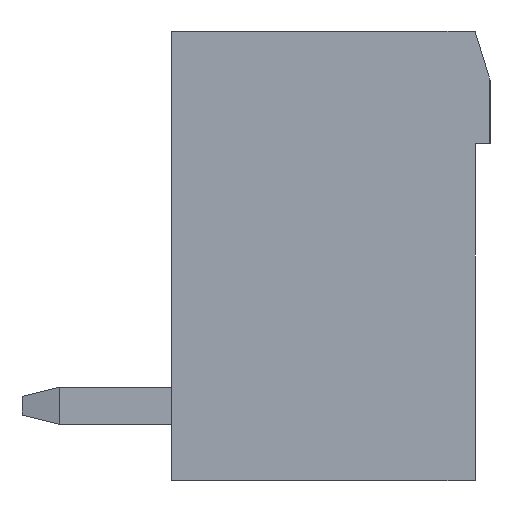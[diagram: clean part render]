
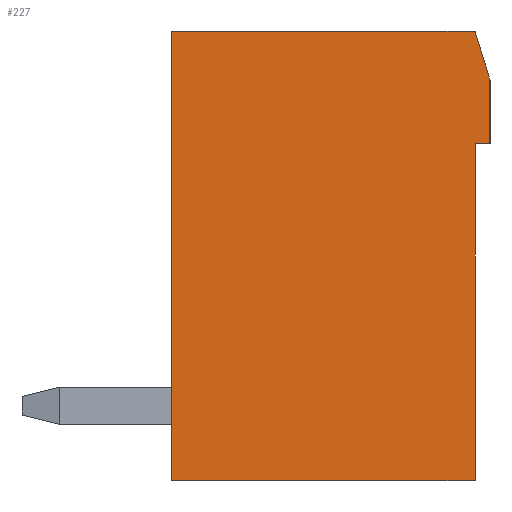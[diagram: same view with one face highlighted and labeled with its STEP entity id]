
A CAD part, left-side view. The second image highlights one B-rep face of the part: STEP entity #227.
In plain terms, the highlighted planar face has unit normal (-1, 0, 0).
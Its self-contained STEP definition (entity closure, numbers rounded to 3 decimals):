
#227 = ADVANCED_FACE( '', ( #497 ), #498, .T. );
#497 = FACE_OUTER_BOUND( '', #819, .T. );
#498 = PLANE( '', #820 );
#819 = EDGE_LOOP( '', ( #1320, #1321, #1322, #1323, #1324, #1325, #1326 ) );
#820 = AXIS2_PLACEMENT_3D( '', #1327, #1328, #1329 );
#1320 = ORIENTED_EDGE( '', *, *, #2156, .T. );
#1321 = ORIENTED_EDGE( '', *, *, #2159, .T. );
#1322 = ORIENTED_EDGE( '', *, *, #1996, .T. );
#1323 = ORIENTED_EDGE( '', *, *, #2160, .T. );
#1324 = ORIENTED_EDGE( '', *, *, #2161, .T. );
#1325 = ORIENTED_EDGE( '', *, *, #2162, .T. );
#1326 = ORIENTED_EDGE( '', *, *, #2163, .T. );
#1327 = CARTESIAN_POINT( '', ( -7.62, 0., 0. ) );
#1328 = DIRECTION( '', ( -1., 0., 0. ) );
#1329 = DIRECTION( '', ( 0., 0., 1. ) );
#1996 = EDGE_CURVE( '', #2374, #2375, #2376, .T. );
#2156 = EDGE_CURVE( '', #2649, #2647, #2650, .T. );
#2159 = EDGE_CURVE( '', #2647, #2374, #2653, .T. );
#2160 = EDGE_CURVE( '', #2375, #2654, #2655, .T. );
#2161 = EDGE_CURVE( '', #2654, #2656, #2657, .T. );
#2162 = EDGE_CURVE( '', #2656, #2658, #2659, .T. );
#2163 = EDGE_CURVE( '', #2658, #2649, #2660, .T. );
#2374 = VERTEX_POINT( '', #2926 );
#2375 = VERTEX_POINT( '', #2927 );
#2376 = LINE( '', #2928, #2929 );
#2647 = VERTEX_POINT( '', #3325 );
#2649 = VERTEX_POINT( '', #3328 );
#2650 = LINE( '', #3329, #3330 );
#2653 = LINE( '', #3334, #3335 );
#2654 = VERTEX_POINT( '', #3336 );
#2655 = LINE( '', #3337, #3338 );
#2656 = VERTEX_POINT( '', #3339 );
#2657 = LINE( '', #3340, #3341 );
#2658 = VERTEX_POINT( '', #3342 );
#2659 = LINE( '', #3343, #3344 );
#2660 = LINE( '', #3345, #3346 );
#2926 = CARTESIAN_POINT( '', ( -7.62, 4.05, 6. ) );
#2927 = CARTESIAN_POINT( '', ( -7.62, 4.05, -6. ) );
#2928 = CARTESIAN_POINT( '', ( -7.62, 4.05, 6. ) );
#2929 = VECTOR( '', #3722, 1000. );
#3325 = CARTESIAN_POINT( '', ( -7.62, -4.05, 6. ) );
#3328 = CARTESIAN_POINT( '', ( -7.62, -4.45, 4.7 ) );
#3329 = CARTESIAN_POINT( '', ( -7.62, -4.45, 4.7 ) );
#3330 = VECTOR( '', #3876, 1000. );
#3334 = CARTESIAN_POINT( '', ( -7.62, -4.05, 6. ) );
#3335 = VECTOR( '', #3878, 1000. );
#3336 = CARTESIAN_POINT( '', ( -7.62, -4.05, -6. ) );
#3337 = CARTESIAN_POINT( '', ( -7.62, 4.05, -6. ) );
#3338 = VECTOR( '', #3879, 1000. );
#3339 = CARTESIAN_POINT( '', ( -7.62, -4.05, 3. ) );
#3340 = CARTESIAN_POINT( '', ( -7.62, -4.05, -6. ) );
#3341 = VECTOR( '', #3880, 1000. );
#3342 = CARTESIAN_POINT( '', ( -7.62, -4.45, 3. ) );
#3343 = CARTESIAN_POINT( '', ( -7.62, -4.05, 3. ) );
#3344 = VECTOR( '', #3881, 1000. );
#3345 = CARTESIAN_POINT( '', ( -7.62, -4.45, 3. ) );
#3346 = VECTOR( '', #3882, 1000. );
#3722 = DIRECTION( '', ( 0., 0., -1. ) );
#3876 = DIRECTION( '', ( 0., 0.294, 0.956 ) );
#3878 = DIRECTION( '', ( 0., 1., 0. ) );
#3879 = DIRECTION( '', ( 0., -1., 0. ) );
#3880 = DIRECTION( '', ( 0., 0., 1. ) );
#3881 = DIRECTION( '', ( 0., -1., 0. ) );
#3882 = DIRECTION( '', ( 0., 0., 1. ) );
